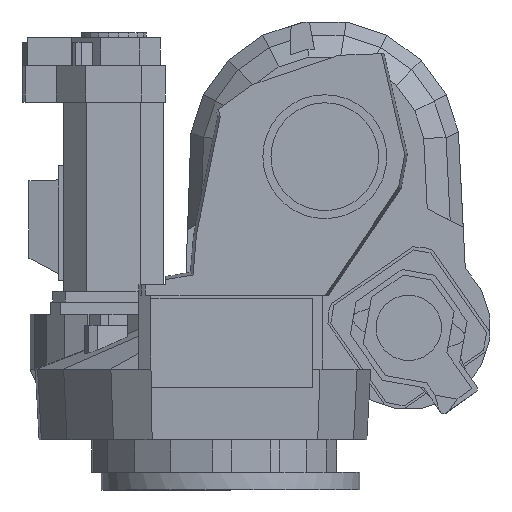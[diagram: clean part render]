
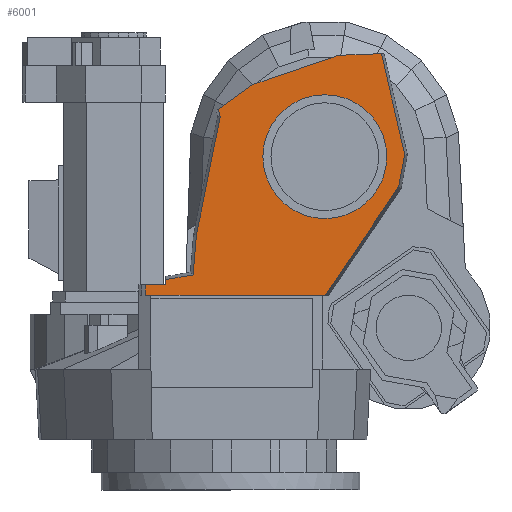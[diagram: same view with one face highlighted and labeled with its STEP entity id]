
A CAD part, front view. The second image highlights one B-rep face of the part: STEP entity #6001.
In plain terms, the highlighted planar face has unit normal (0, -1, 0).
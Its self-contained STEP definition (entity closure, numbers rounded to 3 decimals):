
#172 = VECTOR ( 'NONE', #4842, 1000. ) ;
#192 = DIRECTION ( 'NONE',  ( 0., 0., 1. ) ) ;
#206 = CARTESIAN_POINT ( 'NONE',  ( 70., -108.75, 352. ) ) ;
#209 = DIRECTION ( 'NONE',  ( 0., 1., 0. ) ) ;
#552 = CARTESIAN_POINT ( 'NONE',  ( 70., -108.75, 306. ) ) ;
#660 = DIRECTION ( 'NONE',  ( -0.225, 0., 0.974 ) ) ;
#684 = VECTOR ( 'NONE', #10838, 1000. ) ;
#701 = CARTESIAN_POINT ( 'NONE',  ( 129.314, -108.75, 353.706 ) ) ;
#955 = EDGE_CURVE ( 'NONE', #1460, #1109, #10350, .T. ) ;
#1109 = VERTEX_POINT ( 'NONE', #8980 ) ;
#1127 = VERTEX_POINT ( 'NONE', #8234 ) ;
#1460 = VERTEX_POINT ( 'NONE', #17024 ) ;
#1602 = AXIS2_PLACEMENT_3D ( 'NONE', #14623, #14474, #14454 ) ;
#1742 = CIRCLE ( 'NONE', #5203, 46. ) ;
#1832 = VERTEX_POINT ( 'NONE', #15756 ) ;
#2176 = EDGE_CURVE ( 'NONE', #1832, #1127, #4221, .T. ) ;
#2241 = VERTEX_POINT ( 'NONE', #13718 ) ;
#2516 = EDGE_CURVE ( 'NONE', #11333, #1460, #16823, .T. ) ;
#2802 = VERTEX_POINT ( 'NONE', #3171 ) ;
#2945 = VECTOR ( 'NONE', #10003, 1000. ) ;
#3171 = CARTESIAN_POINT ( 'NONE',  ( 124.833, -108.75, 329.637 ) ) ;
#3175 = LINE ( 'NONE', #9847, #2945 ) ;
#3349 = VECTOR ( 'NONE', #10981, 1000. ) ;
#3472 = EDGE_CURVE ( 'NONE', #11936, #1109, #14675, .T. ) ;
#3525 = CARTESIAN_POINT ( 'NONE',  ( 129.314, -108.75, 353.706 ) ) ;
#3870 = EDGE_LOOP ( 'NONE', ( #8561, #8528, #8430, #8512, #8371, #8303, #8179, #8108, #7942, #7908, #7854, #7872, #7675, #7621, #7573 ) ) ;
#4221 = B_SPLINE_CURVE_WITH_KNOTS ( 'NONE', 3,
 ( #14389, #14198, #14216, #14211 ),
 .UNSPECIFIED., .F., .F.,
 ( 4, 4 ),
 ( 0., 0.09 ),
 .UNSPECIFIED. ) ;
#4491 = LINE ( 'NONE', #10857, #684 ) ;
#4598 = EDGE_LOOP ( 'NONE', ( #8746, #8596 ) ) ;
#4665 = CARTESIAN_POINT ( 'NONE',  ( 70.256, -108.75, 249. ) ) ;
#4842 = DIRECTION ( 'NONE',  ( -0.947, 0., -0.322 ) ) ;
#4934 = CARTESIAN_POINT ( 'NONE',  ( 80.297, -108.75, 427.276 ) ) ;
#5203 = AXIS2_PLACEMENT_3D ( 'NONE', #17968, #17965, #17947 ) ;
#5283 = AXIS2_PLACEMENT_3D ( 'NONE', #206, #209, #192 ) ;
#5776 = EDGE_CURVE ( 'NONE', #2241, #15027, #12802, .T. ) ;
#5984 = CARTESIAN_POINT ( 'NONE',  ( -63.487, -108.75, 249. ) ) ;
#6001 = ADVANCED_FACE ( 'NONE', ( #14114, #17424 ), #14492, .T. ) ;
#6284 = EDGE_CURVE ( 'NONE', #6293, #7245, #4491, .T. ) ;
#6293 = VERTEX_POINT ( 'NONE', #10880 ) ;
#7245 = VERTEX_POINT ( 'NONE', #16163 ) ;
#7451 = CARTESIAN_POINT ( 'NONE',  ( 80.297, -108.75, 427.276 ) ) ;
#7486 = VERTEX_POINT ( 'NONE', #13707 ) ;
#7513 = LINE ( 'NONE', #11005, #3349 ) ;
#7573 = ORIENTED_EDGE ( 'NONE', *, *, #9394, .T. ) ;
#7621 = ORIENTED_EDGE ( 'NONE', *, *, #2176, .T. ) ;
#7675 = ORIENTED_EDGE ( 'NONE', *, *, #11981, .T. ) ;
#7854 = ORIENTED_EDGE ( 'NONE', *, *, #17885, .T. ) ;
#7872 = ORIENTED_EDGE ( 'NONE', *, *, #6284, .T. ) ;
#7908 = ORIENTED_EDGE ( 'NONE', *, *, #5776, .T. ) ;
#7926 = VECTOR ( 'NONE', #9187, 1000. ) ;
#7942 = ORIENTED_EDGE ( 'NONE', *, *, #16287, .T. ) ;
#7971 = LINE ( 'NONE', #9224, #7926 ) ;
#8044 = VECTOR ( 'NONE', #9476, 1000. ) ;
#8062 = LINE ( 'NONE', #9432, #8044 ) ;
#8108 = ORIENTED_EDGE ( 'NONE', *, *, #14217, .T. ) ;
#8179 = ORIENTED_EDGE ( 'NONE', *, *, #10655, .T. ) ;
#8231 = VERTEX_POINT ( 'NONE', #5984 ) ;
#8234 = CARTESIAN_POINT ( 'NONE',  ( -25.385, -108.75, 293.722 ) ) ;
#8303 = ORIENTED_EDGE ( 'NONE', *, *, #17156, .T. ) ;
#8304 = LINE ( 'NONE', #4934, #172 ) ;
#8371 = ORIENTED_EDGE ( 'NONE', *, *, #11933, .T. ) ;
#8419 = VECTOR ( 'NONE', #660, 1000. ) ;
#8430 = ORIENTED_EDGE ( 'NONE', *, *, #3472, .F. ) ;
#8512 = ORIENTED_EDGE ( 'NONE', *, *, #10704, .F. ) ;
#8528 = ORIENTED_EDGE ( 'NONE', *, *, #955, .T. ) ;
#8561 = ORIENTED_EDGE ( 'NONE', *, *, #2516, .T. ) ;
#8596 = ORIENTED_EDGE ( 'NONE', *, *, #9070, .T. ) ;
#8746 = ORIENTED_EDGE ( 'NONE', *, *, #14702, .T. ) ;
#8980 = CARTESIAN_POINT ( 'NONE',  ( -48., -108.75, 256.984 ) ) ;
#9070 = EDGE_CURVE ( 'NONE', #13790, #10435, #14055, .T. ) ;
#9187 = DIRECTION ( 'NONE',  ( 0.294, 0., -0.956 ) ) ;
#9224 = CARTESIAN_POINT ( 'NONE',  ( -9.243, -108.75, 387.222 ) ) ;
#9394 = EDGE_CURVE ( 'NONE', #1127, #11333, #13369, .T. ) ;
#9396 = CARTESIAN_POINT ( 'NONE',  ( -63.487, -108.75, 256.984 ) ) ;
#9432 = CARTESIAN_POINT ( 'NONE',  ( -16.411, -108.75, 249. ) ) ;
#9461 = VECTOR ( 'NONE', #9522, 1000. ) ;
#9476 = DIRECTION ( 'NONE',  ( 1., 0., 0. ) ) ;
#9478 = CARTESIAN_POINT ( 'NONE',  ( -48., -108.75, 338.327 ) ) ;
#9522 = DIRECTION ( 'NONE',  ( 0., 0., -1. ) ) ;
#9847 = CARTESIAN_POINT ( 'NONE',  ( 124.833, -108.75, 329.637 ) ) ;
#10003 = DIRECTION ( 'NONE',  ( 0.183, 0., 0.983 ) ) ;
#10350 = LINE ( 'NONE', #9478, #9461 ) ;
#10435 = VERTEX_POINT ( 'NONE', #16470 ) ;
#10589 = VECTOR ( 'NONE', #15391, 1000. ) ;
#10655 = EDGE_CURVE ( 'NONE', #12927, #2802, #10674, .T. ) ;
#10661 = VECTOR ( 'NONE', #15270, 1000. ) ;
#10674 = LINE ( 'NONE', #15368, #10661 ) ;
#10704 = EDGE_CURVE ( 'NONE', #8231, #11936, #10756, .T. ) ;
#10756 = LINE ( 'NONE', #15057, #10589 ) ;
#10838 = DIRECTION ( 'NONE',  ( -0.815, 0., -0.58 ) ) ;
#10857 = CARTESIAN_POINT ( 'NONE',  ( 16.611, -108.75, 405.613 ) ) ;
#10880 = CARTESIAN_POINT ( 'NONE',  ( 16.611, -108.75, 405.613 ) ) ;
#10981 = DIRECTION ( 'NONE',  ( 1., 0., 0. ) ) ;
#11005 = CARTESIAN_POINT ( 'NONE',  ( -16.411, -108.75, 249. ) ) ;
#11256 = DIRECTION ( 'NONE',  ( -0.985, 0., -0.174 ) ) ;
#11260 = CARTESIAN_POINT ( 'NONE',  ( -27.792, -108.75, 264.263 ) ) ;
#11333 = VERTEX_POINT ( 'NONE', #12229 ) ;
#11933 = EDGE_CURVE ( 'NONE', #8231, #7486, #8062, .T. ) ;
#11936 = VERTEX_POINT ( 'NONE', #9396 ) ;
#11981 = EDGE_CURVE ( 'NONE', #7245, #1832, #7971, .T. ) ;
#12229 = CARTESIAN_POINT ( 'NONE',  ( -27.792, -108.75, 264.263 ) ) ;
#12802 = LINE ( 'NONE', #17284, #13841 ) ;
#12927 = VERTEX_POINT ( 'NONE', #4665 ) ;
#12953 = DIRECTION ( 'NONE',  ( -0.081, 0., -0.997 ) ) ;
#13119 = VERTEX_POINT ( 'NONE', #3525 ) ;
#13180 = CARTESIAN_POINT ( 'NONE',  ( -25.385, -108.75, 293.722 ) ) ;
#13322 = VECTOR ( 'NONE', #12953, 1000. ) ;
#13369 = LINE ( 'NONE', #13180, #13322 ) ;
#13707 = CARTESIAN_POINT ( 'NONE',  ( 68., -108.75, 249. ) ) ;
#13718 = CARTESIAN_POINT ( 'NONE',  ( 112.054, -108.75, 428.466 ) ) ;
#13790 = VERTEX_POINT ( 'NONE', #552 ) ;
#13841 = VECTOR ( 'NONE', #17201, 1000. ) ;
#14055 = CIRCLE ( 'NONE', #5283, 46. ) ;
#14114 = FACE_BOUND ( 'NONE', #4598, .T. ) ;
#14198 = CARTESIAN_POINT ( 'NONE',  ( -13.611, -108.75, 352.574 ) ) ;
#14211 = CARTESIAN_POINT ( 'NONE',  ( -25.385, -108.75, 293.722 ) ) ;
#14216 = CARTESIAN_POINT ( 'NONE',  ( -19.397, -108.75, 323.128 ) ) ;
#14217 = EDGE_CURVE ( 'NONE', #2802, #13119, #3175, .T. ) ;
#14344 = VECTOR ( 'NONE', #11256, 1000. ) ;
#14389 = CARTESIAN_POINT ( 'NONE',  ( -7.635, -108.75, 381.982 ) ) ;
#14454 = DIRECTION ( 'NONE',  ( 0., 0., -1. ) ) ;
#14474 = DIRECTION ( 'NONE',  ( 0., -1., 0. ) ) ;
#14492 = PLANE ( 'NONE',  #1602 ) ;
#14623 = CARTESIAN_POINT ( 'NONE',  ( -16.411, -108.75, 338.327 ) ) ;
#14675 = LINE ( 'NONE', #16035, #16793 ) ;
#14702 = EDGE_CURVE ( 'NONE', #10435, #13790, #1742, .T. ) ;
#15027 = VERTEX_POINT ( 'NONE', #7451 ) ;
#15057 = CARTESIAN_POINT ( 'NONE',  ( -63.487, -108.75, 476.165 ) ) ;
#15270 = DIRECTION ( 'NONE',  ( 0.561, 0., 0.828 ) ) ;
#15368 = CARTESIAN_POINT ( 'NONE',  ( 70.256, -108.75, 249. ) ) ;
#15391 = DIRECTION ( 'NONE',  ( 0., 0., 1. ) ) ;
#15756 = CARTESIAN_POINT ( 'NONE',  ( -7.635, -108.75, 381.982 ) ) ;
#16013 = DIRECTION ( 'NONE',  ( 1., 0., 0. ) ) ;
#16035 = CARTESIAN_POINT ( 'NONE',  ( -48., -108.75, 256.984 ) ) ;
#16163 = CARTESIAN_POINT ( 'NONE',  ( -9.243, -108.75, 387.222 ) ) ;
#16287 = EDGE_CURVE ( 'NONE', #13119, #2241, #16512, .T. ) ;
#16470 = CARTESIAN_POINT ( 'NONE',  ( 70., -108.75, 398. ) ) ;
#16512 = LINE ( 'NONE', #701, #8419 ) ;
#16793 = VECTOR ( 'NONE', #16013, 1000. ) ;
#16823 = LINE ( 'NONE', #11260, #14344 ) ;
#17024 = CARTESIAN_POINT ( 'NONE',  ( -48., -108.75, 260.7 ) ) ;
#17156 = EDGE_CURVE ( 'NONE', #7486, #12927, #7513, .T. ) ;
#17201 = DIRECTION ( 'NONE',  ( -0.999, 0., -0.037 ) ) ;
#17284 = CARTESIAN_POINT ( 'NONE',  ( 112.054, -108.75, 428.466 ) ) ;
#17424 = FACE_OUTER_BOUND ( 'NONE', #3870, .T. ) ;
#17885 = EDGE_CURVE ( 'NONE', #15027, #6293, #8304, .T. ) ;
#17947 = DIRECTION ( 'NONE',  ( 0., 0., 1. ) ) ;
#17965 = DIRECTION ( 'NONE',  ( 0., 1., 0. ) ) ;
#17968 = CARTESIAN_POINT ( 'NONE',  ( 70., -108.75, 352. ) ) ;
